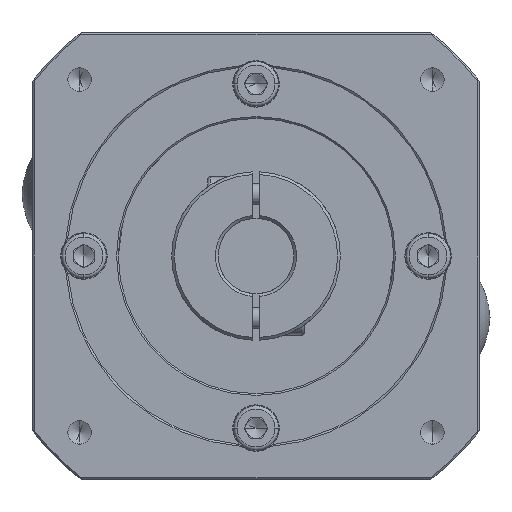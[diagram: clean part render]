
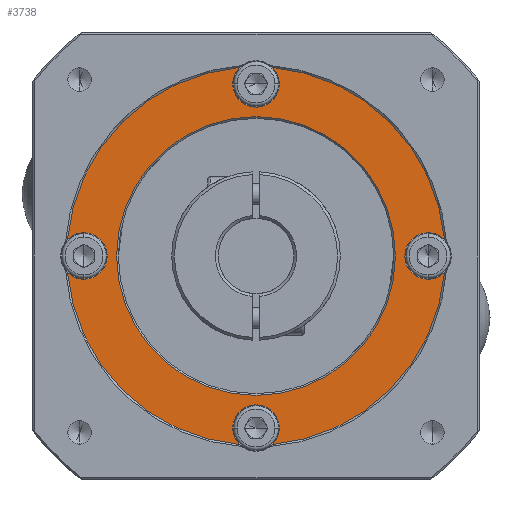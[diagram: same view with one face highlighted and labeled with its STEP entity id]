
A CAD part, left-side view. The second image highlights one B-rep face of the part: STEP entity #3738.
In plain terms, the highlighted face is planar.
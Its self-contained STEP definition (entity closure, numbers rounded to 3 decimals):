
#183 = DIRECTION ( 'NONE',  ( 1., 0., 0. ) ) ;
#337 = DIRECTION ( 'NONE',  ( 1., 0., 0. ) ) ;
#410 = ORIENTED_EDGE ( 'NONE', *, *, #1699, .T. ) ;
#504 = CARTESIAN_POINT ( 'NONE',  ( -50., 0., 66. ) ) ;
#560 = EDGE_LOOP ( 'NONE', ( #4569, #3654, #3184, #9400, #9165, #8360, #6662, #5168, #9547, #3395, #702, #1385, #567, #4902 ) ) ;
#567 = ORIENTED_EDGE ( 'NONE', *, *, #8113, .T. ) ;
#640 = DIRECTION ( 'NONE',  ( 0., 0., -1. ) ) ;
#667 = EDGE_CURVE ( 'NONE', #5030, #5412, #1534, .T. ) ;
#702 = ORIENTED_EDGE ( 'NONE', *, *, #8476, .T. ) ;
#880 = EDGE_CURVE ( 'NONE', #1769, #4098, #8152, .T. ) ;
#988 = DIRECTION ( 'NONE',  ( 0., 0., -1. ) ) ;
#1018 = AXIS2_PLACEMENT_3D ( 'NONE', #4625, #4589, #4343 ) ;
#1097 = DIRECTION ( 'NONE',  ( 1., 0., 0. ) ) ;
#1104 = DIRECTION ( 'NONE',  ( 1., 0., 0. ) ) ;
#1133 = DIRECTION ( 'NONE',  ( 0., 0., -1. ) ) ;
#1224 = CARTESIAN_POINT ( 'NONE',  ( 0., 0., 66. ) ) ;
#1227 = FACE_BOUND ( 'NONE', #7459, .T. ) ;
#1385 = ORIENTED_EDGE ( 'NONE', *, *, #4061, .T. ) ;
#1435 = CARTESIAN_POINT ( 'NONE',  ( 0., 50., 66. ) ) ;
#1482 = CIRCLE ( 'NONE', #1949, 6.75 ) ;
#1494 = CARTESIAN_POINT ( 'NONE',  ( 0., -50., 66. ) ) ;
#1534 = CIRCLE ( 'NONE', #2158, 6.75 ) ;
#1541 = DIRECTION ( 'NONE',  ( 1., 0., 0. ) ) ;
#1618 = VERTEX_POINT ( 'NONE', #9885 ) ;
#1699 = EDGE_CURVE ( 'NONE', #4345, #1618, #8260, .T. ) ;
#1769 = VERTEX_POINT ( 'NONE', #2734 ) ;
#1826 = DIRECTION ( 'NONE',  ( 1., 0., 0. ) ) ;
#1840 = DIRECTION ( 'NONE',  ( 0., 0., -1. ) ) ;
#1853 = CARTESIAN_POINT ( 'NONE',  ( 0., 50., 66. ) ) ;
#1880 = CARTESIAN_POINT ( 'NONE',  ( -4.751, 54.794, 66. ) ) ;
#1930 = DIRECTION ( 'NONE',  ( 0., 0., -1. ) ) ;
#1949 = AXIS2_PLACEMENT_3D ( 'NONE', #4235, #8455, #1541 ) ;
#2049 = AXIS2_PLACEMENT_3D ( 'NONE', #4113, #4106, #4105 ) ;
#2158 = AXIS2_PLACEMENT_3D ( 'NONE', #1853, #1840, #1826 ) ;
#2513 = EDGE_CURVE ( 'NONE', #3637, #10426, #3180, .T. ) ;
#2583 = FACE_OUTER_BOUND ( 'NONE', #560, .T. ) ;
#2615 = AXIS2_PLACEMENT_3D ( 'NONE', #2784, #2755, #2721 ) ;
#2633 = EDGE_CURVE ( 'NONE', #8196, #6952, #5291, .T. ) ;
#2662 = VERTEX_POINT ( 'NONE', #6097 ) ;
#2721 = DIRECTION ( 'NONE',  ( 1., 0., 0. ) ) ;
#2734 = CARTESIAN_POINT ( 'NONE',  ( -43.25, 0., 66. ) ) ;
#2742 = AXIS2_PLACEMENT_3D ( 'NONE', #3300, #3282, #3263 ) ;
#2755 = DIRECTION ( 'NONE',  ( 0., 0., -1. ) ) ;
#2784 = CARTESIAN_POINT ( 'NONE',  ( -50., 0., 66. ) ) ;
#2793 = AXIS2_PLACEMENT_3D ( 'NONE', #3720, #3652, #3638 ) ;
#2831 = DIRECTION ( 'NONE',  ( 0., 0., -1. ) ) ;
#2845 = CIRCLE ( 'NONE', #2742, 6.75 ) ;
#2944 = CARTESIAN_POINT ( 'NONE',  ( 0., 0., 66. ) ) ;
#2964 = VERTEX_POINT ( 'NONE', #3364 ) ;
#3027 = VERTEX_POINT ( 'NONE', #3336 ) ;
#3030 = CIRCLE ( 'NONE', #4601, 6.75 ) ;
#3136 = CARTESIAN_POINT ( 'NONE',  ( 0., 50., 66. ) ) ;
#3180 = CIRCLE ( 'NONE', #6241, 6.75 ) ;
#3184 = ORIENTED_EDGE ( 'NONE', *, *, #667, .T. ) ;
#3218 = CARTESIAN_POINT ( 'NONE',  ( -54.794, -4.751, 66. ) ) ;
#3243 = AXIS2_PLACEMENT_3D ( 'NONE', #7487, #7133, #7111 ) ;
#3263 = DIRECTION ( 'NONE',  ( 1., 0., 0. ) ) ;
#3282 = DIRECTION ( 'NONE',  ( 0., 0., -1. ) ) ;
#3300 = CARTESIAN_POINT ( 'NONE',  ( 50., 0., 66. ) ) ;
#3336 = CARTESIAN_POINT ( 'NONE',  ( -4.751, -54.794, 66. ) ) ;
#3364 = CARTESIAN_POINT ( 'NONE',  ( 43.25, 0., 66. ) ) ;
#3395 = ORIENTED_EDGE ( 'NONE', *, *, #5143, .T. ) ;
#3491 = DIRECTION ( 'NONE',  ( 0., 0., -1. ) ) ;
#3557 = VERTEX_POINT ( 'NONE', #9426 ) ;
#3626 = CARTESIAN_POINT ( 'NONE',  ( 6.75, -50., 66. ) ) ;
#3637 = VERTEX_POINT ( 'NONE', #8993 ) ;
#3638 = DIRECTION ( 'NONE',  ( 1., 0., 0. ) ) ;
#3652 = DIRECTION ( 'NONE',  ( 0., 0., -1. ) ) ;
#3654 = ORIENTED_EDGE ( 'NONE', *, *, #9467, .T. ) ;
#3720 = CARTESIAN_POINT ( 'NONE',  ( 0., 0., 66. ) ) ;
#3738 = ADVANCED_FACE ( 'NONE', ( #1227, #2583 ), #7164, .T. ) ;
#3868 = DIRECTION ( 'NONE',  ( 1., 0., 0. ) ) ;
#4004 = EDGE_CURVE ( 'NONE', #1618, #4345, #5709, .T. ) ;
#4061 = EDGE_CURVE ( 'NONE', #8251, #2964, #2845, .T. ) ;
#4098 = VERTEX_POINT ( 'NONE', #3218 ) ;
#4103 = EDGE_CURVE ( 'NONE', #3557, #1769, #4965, .T. ) ;
#4105 = DIRECTION ( 'NONE',  ( 1., 0., 0. ) ) ;
#4106 = DIRECTION ( 'NONE',  ( 0., 0., 1. ) ) ;
#4113 = CARTESIAN_POINT ( 'NONE',  ( 0., 0., 66. ) ) ;
#4122 = DIRECTION ( 'NONE',  ( 0., 0., 1. ) ) ;
#4235 = CARTESIAN_POINT ( 'NONE',  ( 0., -50., 66. ) ) ;
#4276 = CARTESIAN_POINT ( 'NONE',  ( 0., 0., 66. ) ) ;
#4343 = DIRECTION ( 'NONE',  ( 1., 0., 0. ) ) ;
#4345 = VERTEX_POINT ( 'NONE', #9675 ) ;
#4569 = ORIENTED_EDGE ( 'NONE', *, *, #2513, .T. ) ;
#4589 = DIRECTION ( 'NONE',  ( 0., 0., 1. ) ) ;
#4601 = AXIS2_PLACEMENT_3D ( 'NONE', #8725, #10016, #183 ) ;
#4625 = CARTESIAN_POINT ( 'NONE',  ( 0., 0., 66. ) ) ;
#4631 = EDGE_CURVE ( 'NONE', #2662, #3637, #8598, .T. ) ;
#4866 = DIRECTION ( 'NONE',  ( 0., 0., 1. ) ) ;
#4902 = ORIENTED_EDGE ( 'NONE', *, *, #4631, .T. ) ;
#4905 = CIRCLE ( 'NONE', #10478, 6.75 ) ;
#4965 = CIRCLE ( 'NONE', #2615, 6.75 ) ;
#5030 = VERTEX_POINT ( 'NONE', #6650 ) ;
#5143 = EDGE_CURVE ( 'NONE', #6952, #6330, #9090, .T. ) ;
#5168 = ORIENTED_EDGE ( 'NONE', *, *, #9736, .T. ) ;
#5230 = DIRECTION ( 'NONE',  ( 1., 0., 0. ) ) ;
#5291 = CIRCLE ( 'NONE', #6086, 6.75 ) ;
#5412 = VERTEX_POINT ( 'NONE', #1880 ) ;
#5709 = CIRCLE ( 'NONE', #2793, 40.5 ) ;
#5781 = CIRCLE ( 'NONE', #2049, 55. ) ;
#5900 = DIRECTION ( 'NONE',  ( 1., 0., 0. ) ) ;
#6086 = AXIS2_PLACEMENT_3D ( 'NONE', #9726, #3491, #9582 ) ;
#6097 = CARTESIAN_POINT ( 'NONE',  ( 54.794, 4.751, 66. ) ) ;
#6241 = AXIS2_PLACEMENT_3D ( 'NONE', #1435, #640, #3868 ) ;
#6330 = VERTEX_POINT ( 'NONE', #6742 ) ;
#6387 = DIRECTION ( 'NONE',  ( 1., 0., 0. ) ) ;
#6422 = CARTESIAN_POINT ( 'NONE',  ( 54.794, -4.751, 66. ) ) ;
#6549 = CARTESIAN_POINT ( 'NONE',  ( -6.75, -50., 66. ) ) ;
#6650 = CARTESIAN_POINT ( 'NONE',  ( -6.75, 50., 66. ) ) ;
#6662 = ORIENTED_EDGE ( 'NONE', *, *, #6853, .T. ) ;
#6742 = CARTESIAN_POINT ( 'NONE',  ( 4.751, -54.794, 66. ) ) ;
#6812 = CIRCLE ( 'NONE', #10462, 55. ) ;
#6853 = EDGE_CURVE ( 'NONE', #4098, #3027, #5781, .T. ) ;
#6899 = ORIENTED_EDGE ( 'NONE', *, *, #4004, .T. ) ;
#6901 = CIRCLE ( 'NONE', #7672, 55. ) ;
#6952 = VERTEX_POINT ( 'NONE', #3626 ) ;
#7111 = DIRECTION ( 'NONE',  ( 1., 0., 0. ) ) ;
#7133 = DIRECTION ( 'NONE',  ( 0., 0., 1. ) ) ;
#7164 = PLANE ( 'NONE',  #3243 ) ;
#7459 = EDGE_LOOP ( 'NONE', ( #6899, #410 ) ) ;
#7487 = CARTESIAN_POINT ( 'NONE',  ( 0., 0., 66. ) ) ;
#7672 = AXIS2_PLACEMENT_3D ( 'NONE', #4276, #4122, #5230 ) ;
#7792 = EDGE_CURVE ( 'NONE', #5412, #3557, #6812, .T. ) ;
#8113 = EDGE_CURVE ( 'NONE', #2964, #2662, #3030, .T. ) ;
#8152 = CIRCLE ( 'NONE', #10114, 6.75 ) ;
#8196 = VERTEX_POINT ( 'NONE', #6549 ) ;
#8251 = VERTEX_POINT ( 'NONE', #6422 ) ;
#8260 = CIRCLE ( 'NONE', #8391, 40.5 ) ;
#8289 = CARTESIAN_POINT ( 'NONE',  ( 6.75, 50., 66. ) ) ;
#8360 = ORIENTED_EDGE ( 'NONE', *, *, #880, .T. ) ;
#8391 = AXIS2_PLACEMENT_3D ( 'NONE', #2944, #1930, #1104 ) ;
#8455 = DIRECTION ( 'NONE',  ( 0., 0., -1. ) ) ;
#8476 = EDGE_CURVE ( 'NONE', #6330, #8251, #6901, .T. ) ;
#8598 = CIRCLE ( 'NONE', #1018, 55. ) ;
#8725 = CARTESIAN_POINT ( 'NONE',  ( 50., 0., 66. ) ) ;
#8993 = CARTESIAN_POINT ( 'NONE',  ( 4.751, 54.794, 66. ) ) ;
#9090 = CIRCLE ( 'NONE', #10206, 6.75 ) ;
#9165 = ORIENTED_EDGE ( 'NONE', *, *, #4103, .T. ) ;
#9400 = ORIENTED_EDGE ( 'NONE', *, *, #7792, .T. ) ;
#9426 = CARTESIAN_POINT ( 'NONE',  ( -54.794, 4.751, 66. ) ) ;
#9467 = EDGE_CURVE ( 'NONE', #10426, #5030, #4905, .T. ) ;
#9547 = ORIENTED_EDGE ( 'NONE', *, *, #2633, .T. ) ;
#9582 = DIRECTION ( 'NONE',  ( 1., 0., 0. ) ) ;
#9675 = CARTESIAN_POINT ( 'NONE',  ( -40.5, 0., 66. ) ) ;
#9726 = CARTESIAN_POINT ( 'NONE',  ( 0., -50., 66. ) ) ;
#9736 = EDGE_CURVE ( 'NONE', #3027, #8196, #1482, .T. ) ;
#9885 = CARTESIAN_POINT ( 'NONE',  ( 40.5, 0., 66. ) ) ;
#10016 = DIRECTION ( 'NONE',  ( 0., 0., -1. ) ) ;
#10114 = AXIS2_PLACEMENT_3D ( 'NONE', #504, #988, #337 ) ;
#10206 = AXIS2_PLACEMENT_3D ( 'NONE', #1494, #1133, #1097 ) ;
#10426 = VERTEX_POINT ( 'NONE', #8289 ) ;
#10462 = AXIS2_PLACEMENT_3D ( 'NONE', #1224, #4866, #5900 ) ;
#10478 = AXIS2_PLACEMENT_3D ( 'NONE', #3136, #2831, #6387 ) ;
